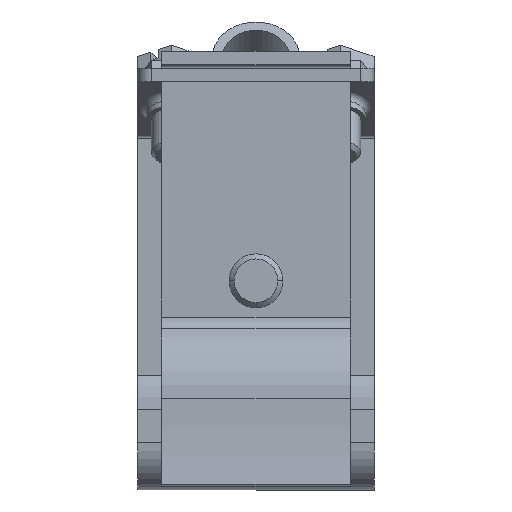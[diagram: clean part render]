
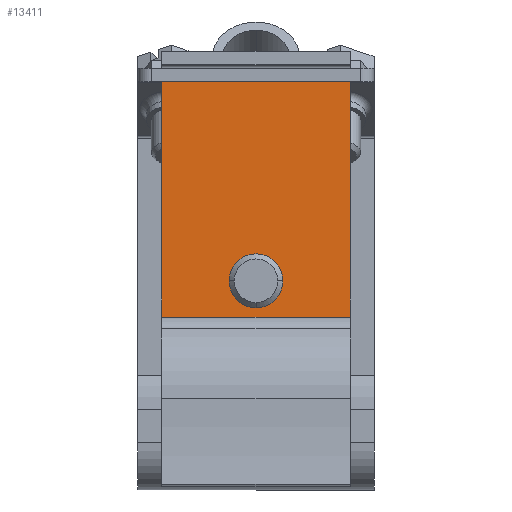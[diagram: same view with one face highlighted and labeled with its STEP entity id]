
A CAD part, left-side view. The second image highlights one B-rep face of the part: STEP entity #13411.
In plain terms, the highlighted planar face has unit normal (-1, 0, 0).
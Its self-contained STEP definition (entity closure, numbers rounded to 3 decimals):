
#278 = ORIENTED_EDGE ( 'NONE', *, *, #11071, .F. ) ;
#335 = ORIENTED_EDGE ( 'NONE', *, *, #2412, .T. ) ;
#707 = EDGE_LOOP ( 'NONE', ( #6290, #335 ) ) ;
#1115 = CARTESIAN_POINT ( 'NONE',  ( 4.402, 32.2, -37.79 ) ) ;
#1159 = CARTESIAN_POINT ( 'NONE',  ( 4.402, 31.5, -48.313 ) ) ;
#1220 = DIRECTION ( 'NONE',  ( 0., 0., -1. ) ) ;
#1279 = VERTEX_POINT ( 'NONE', #7717 ) ;
#1297 = CIRCLE ( 'NONE', #12295, 4. ) ;
#1536 = DIRECTION ( 'NONE',  ( 0., 0., 1. ) ) ;
#1669 = DIRECTION ( 'NONE',  ( 0., -1., 0. ) ) ;
#2412 = EDGE_CURVE ( 'NONE', #6753, #17651, #1297, .T. ) ;
#2598 = DIRECTION ( 'NONE',  ( 0., 0., -1. ) ) ;
#2622 = ORIENTED_EDGE ( 'NONE', *, *, #14588, .F. ) ;
#2686 = CARTESIAN_POINT ( 'NONE',  ( 4.402, 17.5, -27.492 ) ) ;
#2737 = AXIS2_PLACEMENT_3D ( 'NONE', #1115, #11329, #2598 ) ;
#3108 = VECTOR ( 'NONE', #18171, 1000. ) ;
#4207 = LINE ( 'NONE', #8941, #13966 ) ;
#4579 = EDGE_CURVE ( 'NONE', #5745, #7062, #14138, .T. ) ;
#5417 = ORIENTED_EDGE ( 'NONE', *, *, #4579, .F. ) ;
#5745 = VERTEX_POINT ( 'NONE', #17175 ) ;
#6125 = VECTOR ( 'NONE', #1536, 1000. ) ;
#6290 = ORIENTED_EDGE ( 'NONE', *, *, #16367, .T. ) ;
#6753 = VERTEX_POINT ( 'NONE', #2686 ) ;
#6875 = EDGE_LOOP ( 'NONE', ( #2622, #5417, #278, #18706 ) ) ;
#7062 = VERTEX_POINT ( 'NONE', #16406 ) ;
#7215 = LINE ( 'NONE', #12418, #3108 ) ;
#7389 = CARTESIAN_POINT ( 'NONE',  ( 4.402, 17.5, -35.492 ) ) ;
#7541 = DIRECTION ( 'NONE',  ( 0., 1., 0. ) ) ;
#7717 = CARTESIAN_POINT ( 'NONE',  ( 4.402, 3.5, 0.008 ) ) ;
#8313 = PLANE ( 'NONE',  #2737 ) ;
#8499 = DIRECTION ( 'NONE',  ( 1., 0., 0. ) ) ;
#8941 = CARTESIAN_POINT ( 'NONE',  ( 4.402, 32.2, 0.008 ) ) ;
#9967 = DIRECTION ( 'NONE',  ( 1., 0., 0. ) ) ;
#10052 = CARTESIAN_POINT ( 'NONE',  ( 4.402, 3.5, -36.868 ) ) ;
#11071 = EDGE_CURVE ( 'NONE', #13045, #5745, #16629, .T. ) ;
#11329 = DIRECTION ( 'NONE',  ( 1., 0., 0. ) ) ;
#11614 = DIRECTION ( 'NONE',  ( 0., 0., -1. ) ) ;
#11931 = EDGE_CURVE ( 'NONE', #13045, #1279, #7215, .T. ) ;
#12295 = AXIS2_PLACEMENT_3D ( 'NONE', #18450, #8499, #11614 ) ;
#12418 = CARTESIAN_POINT ( 'NONE',  ( 4.402, 3.5, -48.313 ) ) ;
#12655 = CIRCLE ( 'NONE', #18508, 4. ) ;
#13045 = VERTEX_POINT ( 'NONE', #10052 ) ;
#13411 = ADVANCED_FACE ( 'NONE', ( #15885, #16349 ), #8313, .F. ) ;
#13966 = VECTOR ( 'NONE', #1669, 1000. ) ;
#14138 = LINE ( 'NONE', #1159, #6125 ) ;
#14588 = EDGE_CURVE ( 'NONE', #7062, #1279, #4207, .T. ) ;
#14801 = CARTESIAN_POINT ( 'NONE',  ( 4.402, 32.2, -36.868 ) ) ;
#15885 = FACE_OUTER_BOUND ( 'NONE', #6875, .T. ) ;
#16349 = FACE_BOUND ( 'NONE', #707, .T. ) ;
#16367 = EDGE_CURVE ( 'NONE', #17651, #6753, #12655, .T. ) ;
#16406 = CARTESIAN_POINT ( 'NONE',  ( 4.402, 31.5, 0.008 ) ) ;
#16423 = VECTOR ( 'NONE', #7541, 1000. ) ;
#16629 = LINE ( 'NONE', #14801, #16423 ) ;
#17175 = CARTESIAN_POINT ( 'NONE',  ( 4.402, 31.5, -36.868 ) ) ;
#17651 = VERTEX_POINT ( 'NONE', #7389 ) ;
#18171 = DIRECTION ( 'NONE',  ( 0., 0., 1. ) ) ;
#18450 = CARTESIAN_POINT ( 'NONE',  ( 4.402, 17.5, -31.492 ) ) ;
#18508 = AXIS2_PLACEMENT_3D ( 'NONE', #18684, #9967, #1220 ) ;
#18684 = CARTESIAN_POINT ( 'NONE',  ( 4.402, 17.5, -31.492 ) ) ;
#18706 = ORIENTED_EDGE ( 'NONE', *, *, #11931, .T. ) ;
